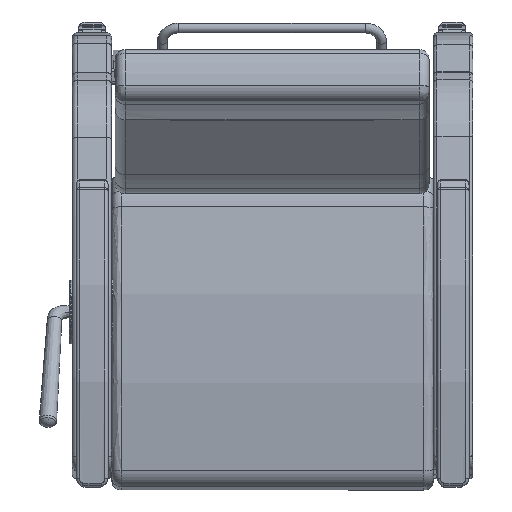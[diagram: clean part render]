
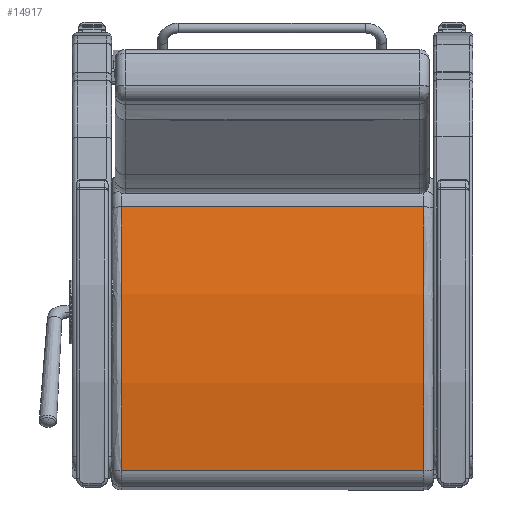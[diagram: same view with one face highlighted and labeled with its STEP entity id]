
A CAD part, front view. The second image highlights one B-rep face of the part: STEP entity #14917.
In plain terms, the highlighted free-form (B-spline) face has degree [1, 2] with [2, 3] control points.
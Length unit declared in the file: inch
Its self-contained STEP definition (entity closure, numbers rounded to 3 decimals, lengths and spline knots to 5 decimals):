
#41=(
BOUNDED_SURFACE()
B_SPLINE_SURFACE(1,2,((#25136,#25137,#25138),(#25139,#25140,#25141)),
 .UNSPECIFIED.,.F.,.F.,.F.)
B_SPLINE_SURFACE_WITH_KNOTS((2,2),(3,3),(-0.19254,0.19254),
(1.36178,1.69928),.UNSPECIFIED.)
GEOMETRIC_REPRESENTATION_ITEM()
RATIONAL_B_SPLINE_SURFACE(((1.,0.986,1.),(1.,0.986,
1.)))
REPRESENTATION_ITEM('')
SURFACE()
);
#1260=ELLIPSE('',#16525,60.05357,60.);
#1270=ELLIPSE('',#16553,60.05357,60.);
#1595=LINE('',#25134,#2516);
#1596=LINE('',#25143,#2517);
#2516=VECTOR('',#19213,0.3937);
#2517=VECTOR('',#19216,0.3937);
#3635=FACE_OUTER_BOUND('',#4685,.T.);
#4685=EDGE_LOOP('',(#10918,#10919,#10920,#10921));
#6824=VERTEX_POINT('',#24926);
#6825=VERTEX_POINT('',#24927);
#6850=VERTEX_POINT('',#25133);
#6851=VERTEX_POINT('',#25142);
#8326=EDGE_CURVE('',#6824,#6825,#1260,.T.);
#8364=EDGE_CURVE('',#6825,#6850,#1595,.T.);
#8366=EDGE_CURVE('',#6824,#6851,#1596,.T.);
#8367=EDGE_CURVE('',#6850,#6851,#1270,.T.);
#10918=ORIENTED_EDGE('',*,*,#8326,.F.);
#10919=ORIENTED_EDGE('',*,*,#8366,.T.);
#10920=ORIENTED_EDGE('',*,*,#8367,.F.);
#10921=ORIENTED_EDGE('',*,*,#8364,.F.);
#14917=ADVANCED_FACE('',(#3635),#41,.F.);
#16525=AXIS2_PLACEMENT_3D('',#24928,#19145,#19146);
#16553=AXIS2_PLACEMENT_3D('',#25144,#19217,#19218);
#19145=DIRECTION('center_axis',(0.,0.,-1.));
#19146=DIRECTION('ref_axis',(1.,0.,0.));
#19213=DIRECTION('',(0.,0.,1.));
#19216=DIRECTION('',(0.,0.,1.));
#19217=DIRECTION('center_axis',(0.,0.,1.));
#19218=DIRECTION('ref_axis',(1.,0.,0.));
#24926=CARTESIAN_POINT('',(-10.04459,1.25621,-11.5625));
#24927=CARTESIAN_POINT('',(10.1114,0.44486,-11.5625));
#24928=CARTESIAN_POINT('Origin',(-2.34979,-58.24922,-11.5625));
#25133=CARTESIAN_POINT('',(10.1114,0.44486,11.5625));
#25134=CARTESIAN_POINT('',(10.1114,0.44486,0.));
#25136=CARTESIAN_POINT('Ctrl Pts',(10.1114,0.44486,-11.5625));
#25137=CARTESIAN_POINT('Ctrl Pts',(0.10258,2.56602,-11.5625));
#25138=CARTESIAN_POINT('Ctrl Pts',(-10.04459,1.25621,-11.5625));
#25139=CARTESIAN_POINT('Ctrl Pts',(10.1114,0.44486,11.5625));
#25140=CARTESIAN_POINT('Ctrl Pts',(0.10258,2.56602,11.5625));
#25141=CARTESIAN_POINT('Ctrl Pts',(-10.04459,1.25621,11.5625));
#25142=CARTESIAN_POINT('',(-10.04459,1.25621,11.5625));
#25143=CARTESIAN_POINT('',(-10.04459,1.25621,0.));
#25144=CARTESIAN_POINT('Origin',(-2.34979,-58.24922,11.5625));
